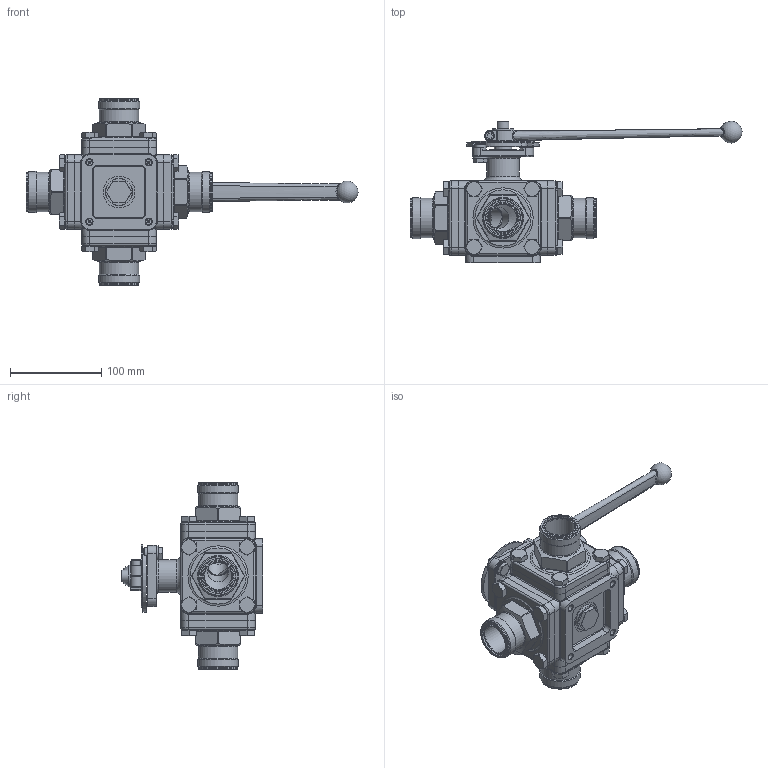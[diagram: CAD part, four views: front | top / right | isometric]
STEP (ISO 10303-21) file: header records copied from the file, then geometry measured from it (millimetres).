
FILE_DESCRIPTION (( 'STEP AP214' ), '1' );
FILE_NAME ('SA4W-HC32X-10 PTFE 4-Wege Kugelhahn heco.STEP', '2016-04-11T13:22:17', ( '' ), ( '' ), 'SwSTEP 2.0', 'SolidWorks 2011', '' );
FILE_SCHEMA (( 'AUTOMOTIVE_DESIGN' ));
Length unit declared in the file: millimetre
Products named in the file (1): SA4W-HC32X-10 PTFE 4-Wege Kugelhahn heco
Bounding box: 364 x 155.18 x 204 mm (x, y, z)
Volume: 1107598 mm3; surface area: 318047.5 mm2
Topology: 33 solids, 33 shells, 1478 faces, 3380 edges, 2024 vertices
Faces by surface type: plane 599, cylinder 427, cone 278, torus 130, bspline 34, sphere 10
Full cylindrical faces by diameter (mm): 6 x2, 6.3 x1, 6.4 x1, 6.8 x5, 7.5 x1, 8 x2, 8.4 x2, 8.5 x16, 9.5 x1, 10 x17, 10.7 x16, 12 x1, 12.4 x1, 13 x1, 16 x17, 18.92 x1, 19 x1, 19.5 x1, 20 x1, 20.5 x1, 21 x1, 22 x1, 23 x5, 23.5 x1, 24 x4, 25 x1, 26 x2, 30 x5, 32 x4, 34 x4
Entity records: 60369 total; most frequent: CARTESIAN_POINT 13097, DIRECTION 6406, ORIENTED_EDGE 5838, EDGE_CURVE 2919, AXIS2_PLACEMENT_3D 2610, EDGE_LOOP 1979, VERTEX_POINT 1910, FACE_OUTER_BOUND 1716
